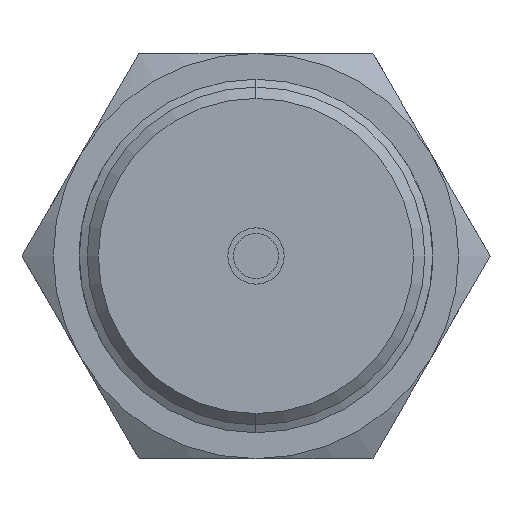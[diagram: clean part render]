
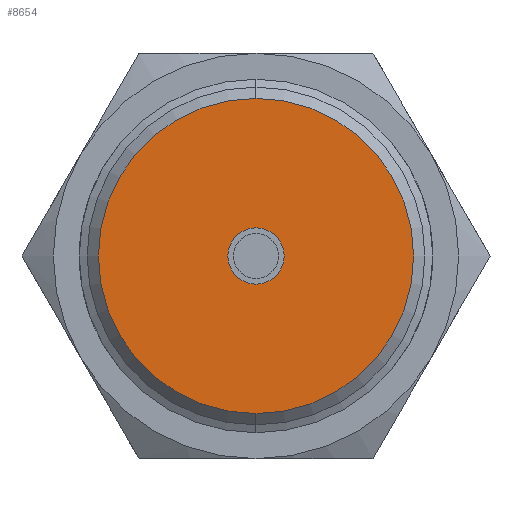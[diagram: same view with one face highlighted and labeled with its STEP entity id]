
A CAD part, left-side view. The second image highlights one B-rep face of the part: STEP entity #8654.
In plain terms, the highlighted planar face has unit normal (-1, 0, 0).
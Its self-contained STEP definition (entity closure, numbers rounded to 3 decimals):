
#259 = PLANE ( 'NONE',  #5295 ) ;
#301 = EDGE_CURVE ( 'NONE', #3087, #8063, #5356, .T. ) ;
#1996 = CARTESIAN_POINT ( 'NONE',  ( -148.756, 0., 0. ) ) ;
#2027 = CARTESIAN_POINT ( 'NONE',  ( -148.756, 0., 0. ) ) ;
#2055 = EDGE_LOOP ( 'NONE', ( #7892, #3831 ) ) ;
#2118 = CARTESIAN_POINT ( 'NONE',  ( -148.756, 0., 0. ) ) ;
#2344 = AXIS2_PLACEMENT_3D ( 'NONE', #1996, #6665, #2665 ) ;
#2435 = CARTESIAN_POINT ( 'NONE',  ( -148.756, 0., 14. ) ) ;
#2665 = DIRECTION ( 'NONE',  ( 0., 0., -1. ) ) ;
#2688 = DIRECTION ( 'NONE',  ( 0., 0., -1. ) ) ;
#2788 = DIRECTION ( 'NONE',  ( 0., 0., -1. ) ) ;
#3077 = VERTEX_POINT ( 'NONE', #3562 ) ;
#3087 = VERTEX_POINT ( 'NONE', #7339 ) ;
#3562 = CARTESIAN_POINT ( 'NONE',  ( -148.756, 0., -14. ) ) ;
#3623 = CARTESIAN_POINT ( 'NONE',  ( -148.756, 2.5, 0. ) ) ;
#3773 = VERTEX_POINT ( 'NONE', #2435 ) ;
#3831 = ORIENTED_EDGE ( 'NONE', *, *, #7666, .F. ) ;
#4135 = ORIENTED_EDGE ( 'NONE', *, *, #301, .F. ) ;
#4310 = DIRECTION ( 'NONE',  ( 0., 0., -1. ) ) ;
#4523 = AXIS2_PLACEMENT_3D ( 'NONE', #2118, #6788, #2788 ) ;
#4772 = FACE_OUTER_BOUND ( 'NONE', #2055, .T. ) ;
#4815 = CIRCLE ( 'NONE', #4523, 14. ) ;
#5295 = AXIS2_PLACEMENT_3D ( 'NONE', #3623, #8298, #4310 ) ;
#5356 = CIRCLE ( 'NONE', #6260, 2.5 ) ;
#5449 = CARTESIAN_POINT ( 'NONE',  ( -148.756, 0., 2.5 ) ) ;
#5766 = ORIENTED_EDGE ( 'NONE', *, *, #7354, .F. ) ;
#6180 = CARTESIAN_POINT ( 'NONE',  ( -148.756, 0., 0. ) ) ;
#6260 = AXIS2_PLACEMENT_3D ( 'NONE', #6180, #6385, #6786 ) ;
#6385 = DIRECTION ( 'NONE',  ( -1., 0., 0. ) ) ;
#6665 = DIRECTION ( 'NONE',  ( 1., 0., 0. ) ) ;
#6700 = DIRECTION ( 'NONE',  ( -1., 0., 0. ) ) ;
#6786 = DIRECTION ( 'NONE',  ( 0., 0., -1. ) ) ;
#6788 = DIRECTION ( 'NONE',  ( 1., 0., 0. ) ) ;
#6936 = EDGE_LOOP ( 'NONE', ( #4135, #5766 ) ) ;
#7339 = CARTESIAN_POINT ( 'NONE',  ( -148.756, 0., -2.5 ) ) ;
#7354 = EDGE_CURVE ( 'NONE', #8063, #3087, #7553, .T. ) ;
#7553 = CIRCLE ( 'NONE', #8594, 2.5 ) ;
#7666 = EDGE_CURVE ( 'NONE', #3773, #3077, #4815, .T. ) ;
#7892 = ORIENTED_EDGE ( 'NONE', *, *, #8362, .F. ) ;
#8063 = VERTEX_POINT ( 'NONE', #5449 ) ;
#8117 = FACE_BOUND ( 'NONE', #6936, .T. ) ;
#8298 = DIRECTION ( 'NONE',  ( 1., 0., 0. ) ) ;
#8362 = EDGE_CURVE ( 'NONE', #3077, #3773, #8639, .T. ) ;
#8594 = AXIS2_PLACEMENT_3D ( 'NONE', #2027, #6700, #2688 ) ;
#8639 = CIRCLE ( 'NONE', #2344, 14. ) ;
#8654 = ADVANCED_FACE ( 'NONE', ( #8117, #4772 ), #259, .F. ) ;
